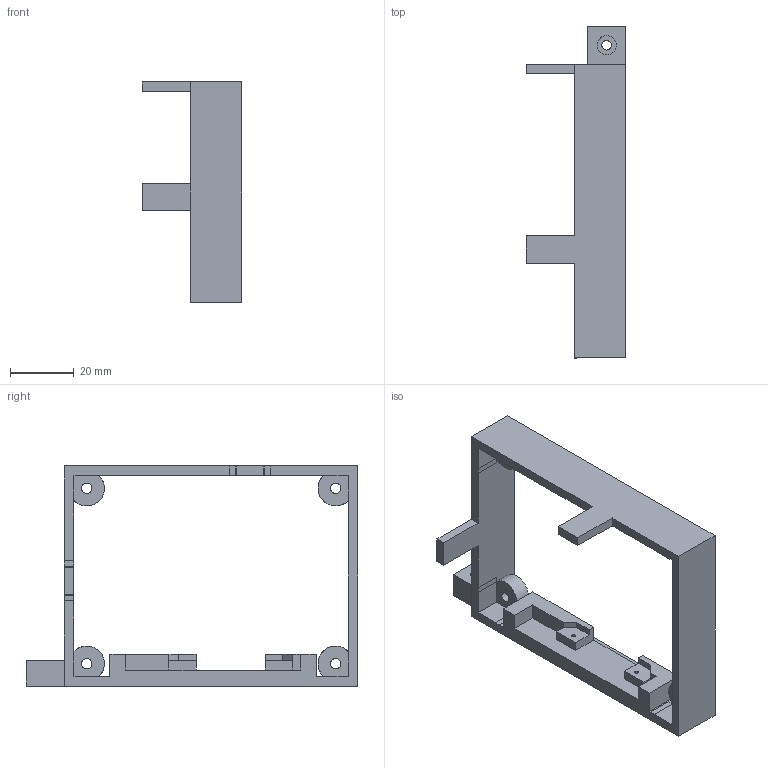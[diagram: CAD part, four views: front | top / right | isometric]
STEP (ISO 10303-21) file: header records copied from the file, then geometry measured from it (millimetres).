
FILE_DESCRIPTION(('CATIA V5 STEP Exchange'),'2;1');
FILE_NAME('Base_Front.stp','2019-07-08T09:43:21+00:00',('none'),('none'),'CATIA Version 5 Release 21 GA (IN-10)','CATIA V5 STEP AP203','none');
FILE_SCHEMA(('CONFIG_CONTROL_DESIGN'));
Length unit declared in the file: millimetre
Products named in the file (1): Base_Front
Bounding box: 31.15 x 103.8 x 68.85 mm (x, y, z)
Volume: 21255.2 mm3; surface area: 14935.4 mm2
Topology: 1 solids, 1 shells, 101 faces, 291 edges, 194 vertices
Faces by surface type: plane 77, cylinder 24
Entity records: 3229 total; most frequent: CARTESIAN_POINT 617, ORIENTED_EDGE 582, DIRECTION 437, EDGE_CURVE 291, VECTOR 235, LINE 235, VERTEX_POINT 194, AXIS2_PLACEMENT_3D 128
